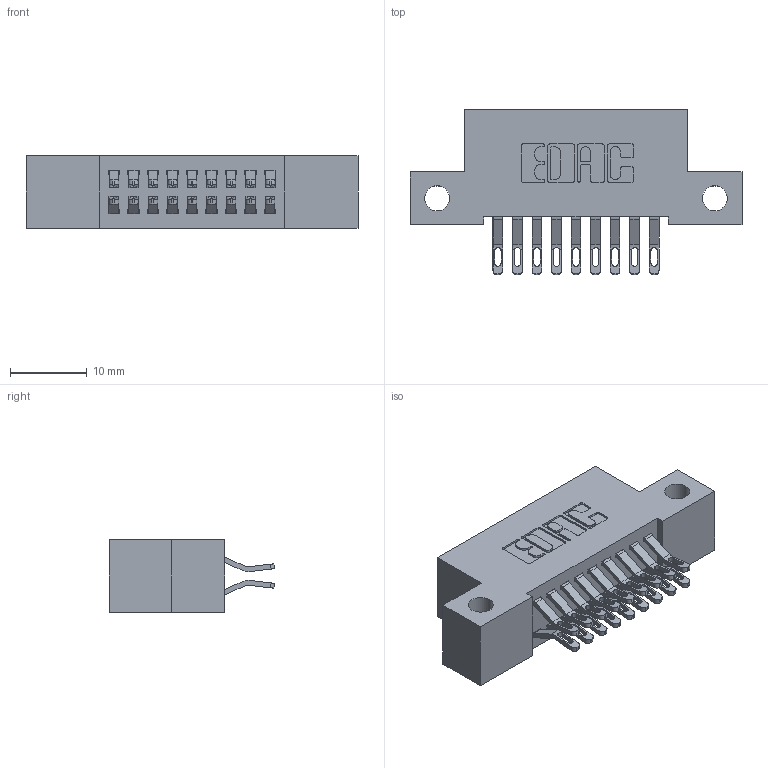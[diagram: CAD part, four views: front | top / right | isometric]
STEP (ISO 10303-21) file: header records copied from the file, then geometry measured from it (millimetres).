
FILE_DESCRIPTION (( 'STEP AP203' ), '1' );
FILE_NAME ('342-018-555-212.STEP', '2019-10-01T20:12:15', ( '' ), ( '' ), 'SwSTEP 2.0', 'SolidWorks 2016', '' );
FILE_SCHEMA (( 'CONFIG_CONTROL_DESIGN' ));
Length unit declared in the file: inch
Products named in the file (3): 345-292-001_555 Tail; 342-018-555-212; 342 Part_Side Mount
Assembly tree (19 placements, depth 2):
  342-018-555-212
    342 Part_Side Mount
    345-292-001_555 Tail  x18
Bounding box: 43.18 x 21.47 x 9.4 mm (x, y, z)
Volume: 3699.6 mm3; surface area: 5223.3 mm2
Topology: 19 solids, 19 shells, 1154 faces, 3593 edges, 2394 vertices
Faces by surface type: plane 678, cylinder 476
Entity records: 10255 total; most frequent: CARTESIAN_POINT 1772, ORIENTED_EDGE 1678, DIRECTION 1543, EDGE_CURVE 839, LINE 691, VECTOR 691, VERTEX_POINT 558, AXIS2_PLACEMENT_3D 426
